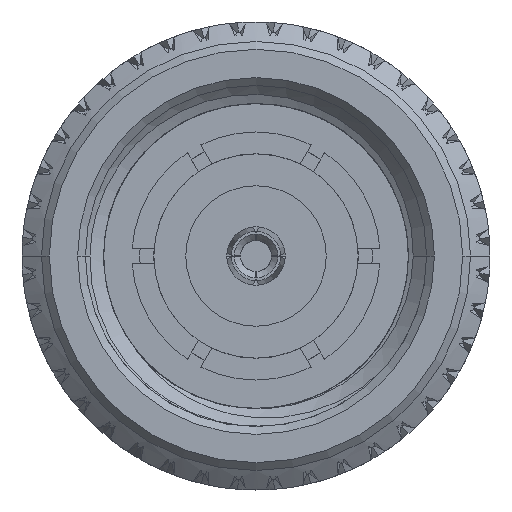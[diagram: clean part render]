
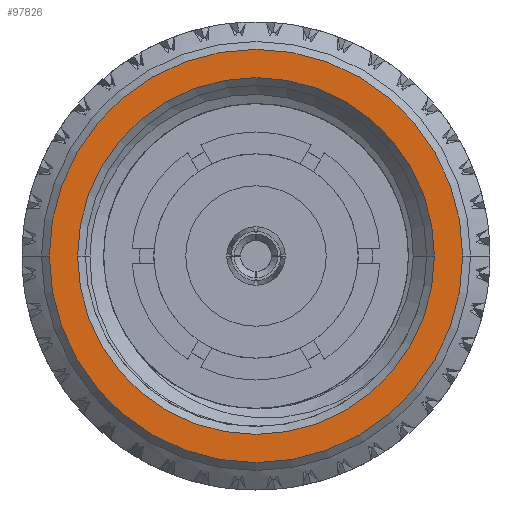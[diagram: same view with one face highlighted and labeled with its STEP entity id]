
A CAD part, left-side view. The second image highlights one B-rep face of the part: STEP entity #97826.
In plain terms, the highlighted planar face has unit normal (-1, 0, 0).
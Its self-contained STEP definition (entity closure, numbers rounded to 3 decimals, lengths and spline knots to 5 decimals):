
#3602 = VERTEX_POINT ( 'NONE', #43378 ) ;
#4128 = EDGE_CURVE ( 'NONE', #24812, #3602, #25688, .T. ) ;
#7939 = DIRECTION ( 'NONE',  ( 1., 0., 0. ) ) ;
#11116 = AXIS2_PLACEMENT_3D ( 'NONE', #51545, #135815, #112639 ) ;
#13863 = AXIS2_PLACEMENT_3D ( 'NONE', #81130, #7939, #57388 ) ;
#17767 = AXIS2_PLACEMENT_3D ( 'NONE', #146978, #145926, #134829 ) ;
#24812 = VERTEX_POINT ( 'NONE', #94211 ) ;
#24819 = DIRECTION ( 'NONE',  ( -1., 0., 0. ) ) ;
#25052 = AXIS2_PLACEMENT_3D ( 'NONE', #65603, #125581, #66653 ) ;
#25688 = CIRCLE ( 'NONE', #17767, 0.265 ) ;
#26237 = CARTESIAN_POINT ( 'NONE',  ( 0., 0.22875, 0. ) ) ;
#37903 = DIRECTION ( 'NONE',  ( 0., 1., 0. ) ) ;
#40270 = ORIENTED_EDGE ( 'NONE', *, *, #141323, .T. ) ;
#41788 = VERTEX_POINT ( 'NONE', #111299 ) ;
#42093 = EDGE_CURVE ( 'NONE', #76320, #41788, #152640, .T. ) ;
#43378 = CARTESIAN_POINT ( 'NONE',  ( 0., 0.265, 0. ) ) ;
#46993 = CIRCLE ( 'NONE', #89492, 0.265 ) ;
#50753 = CIRCLE ( 'NONE', #13863, 0.22875 ) ;
#51545 = CARTESIAN_POINT ( 'NONE',  ( 0., 0., 0. ) ) ;
#52697 = CARTESIAN_POINT ( 'NONE',  ( 0., 0., 0. ) ) ;
#57388 = DIRECTION ( 'NONE',  ( 0., 1., 0. ) ) ;
#65603 = CARTESIAN_POINT ( 'NONE',  ( 0., 0.275, 0. ) ) ;
#66653 = DIRECTION ( 'NONE',  ( 0., 1., 0. ) ) ;
#73738 = EDGE_LOOP ( 'NONE', ( #40270, #151809 ) ) ;
#76320 = VERTEX_POINT ( 'NONE', #26237 ) ;
#81130 = CARTESIAN_POINT ( 'NONE',  ( 0., 0., 0. ) ) ;
#89492 = AXIS2_PLACEMENT_3D ( 'NONE', #52697, #24819, #37903 ) ;
#94211 = CARTESIAN_POINT ( 'NONE',  ( 0., -0.265, 0. ) ) ;
#95259 = FACE_OUTER_BOUND ( 'NONE', #73738, .T. ) ;
#97826 = ADVANCED_FACE ( 'NONE', ( #95259, #114139 ), #139279, .F. ) ;
#111299 = CARTESIAN_POINT ( 'NONE',  ( 0., -0.22875, 0. ) ) ;
#112639 = DIRECTION ( 'NONE',  ( 0., 1., 0. ) ) ;
#114139 = FACE_BOUND ( 'NONE', #128917, .T. ) ;
#125581 = DIRECTION ( 'NONE',  ( 1., 0., 0. ) ) ;
#128917 = EDGE_LOOP ( 'NONE', ( #135260, #149943 ) ) ;
#134829 = DIRECTION ( 'NONE',  ( 0., 1., 0. ) ) ;
#135260 = ORIENTED_EDGE ( 'NONE', *, *, #141479, .T. ) ;
#135815 = DIRECTION ( 'NONE',  ( 1., 0., 0. ) ) ;
#139279 = PLANE ( 'NONE',  #25052 ) ;
#141323 = EDGE_CURVE ( 'NONE', #3602, #24812, #46993, .T. ) ;
#141479 = EDGE_CURVE ( 'NONE', #41788, #76320, #50753, .T. ) ;
#145926 = DIRECTION ( 'NONE',  ( -1., 0., 0. ) ) ;
#146978 = CARTESIAN_POINT ( 'NONE',  ( 0., 0., 0. ) ) ;
#149943 = ORIENTED_EDGE ( 'NONE', *, *, #42093, .T. ) ;
#151809 = ORIENTED_EDGE ( 'NONE', *, *, #4128, .T. ) ;
#152640 = CIRCLE ( 'NONE', #11116, 0.22875 ) ;
